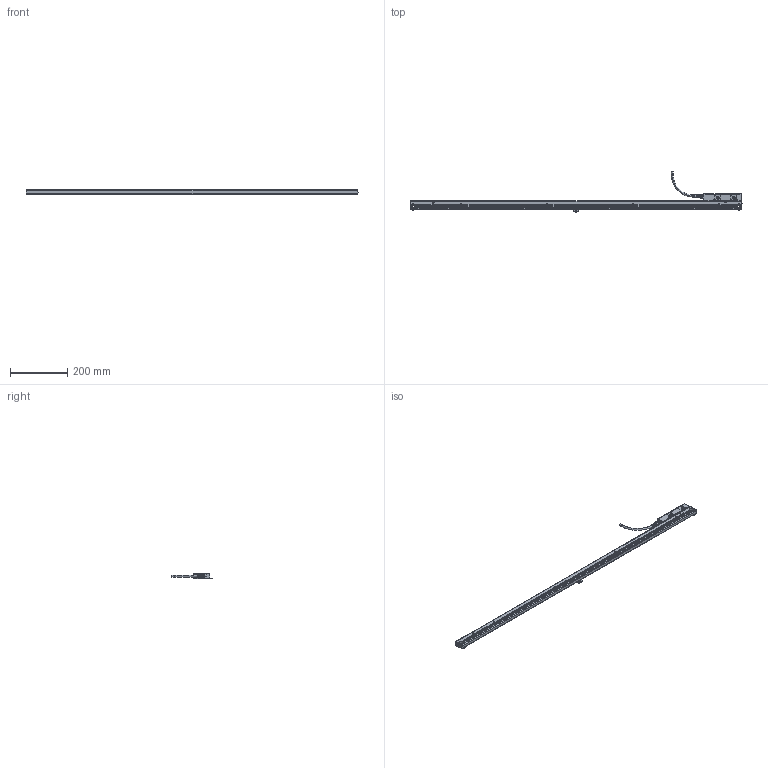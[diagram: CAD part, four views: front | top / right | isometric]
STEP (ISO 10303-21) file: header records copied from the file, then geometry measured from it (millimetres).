
FILE_DESCRIPTION(('CATIA V5 STEP'),'2;1');
FILE_NAME('SR27A-102-R.stp','2014-10-02T01:02:25+00:00',('none'),('none'),'CATIA Version 5 Release 19 SP 6 (IN-10)','CATIA V5 STEP AP214','none');
FILE_SCHEMA(('AUTOMOTIVE_DESIGN { 1 0 10303 214 1 1 1 1 }'));
Length unit declared in the file: millimetre
Products named in the file (1): SR27A-102-R
Bounding box: 1158 x 141.2 x 17.85 mm (x, y, z)
Volume: 661 mm3; surface area: 167699.1 mm2
Topology: 55 solids, 57 shells, 2827 faces, 7510 edges, 4801 vertices
Faces by surface type: plane 1433, cylinder 1045, cone 131, torus 120, bspline 72, sphere 26
Entity records: 85259 total; most frequent: CARTESIAN_POINT 21358, ORIENTED_EDGE 14936, DIRECTION 10120, EDGE_CURVE 7464, VERTEX_POINT 4801, VECTOR 4470, LINE 4470, AXIS2_PLACEMENT_3D 4007
